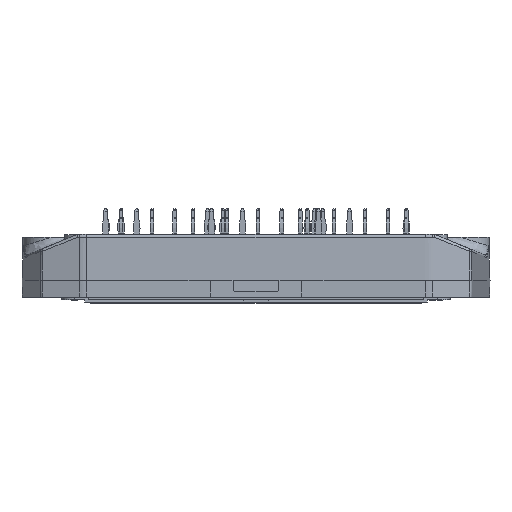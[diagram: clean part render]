
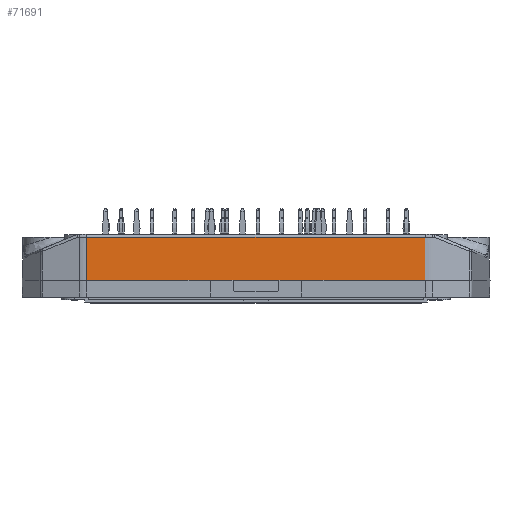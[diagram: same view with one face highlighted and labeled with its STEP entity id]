
A CAD part, front view. The second image highlights one B-rep face of the part: STEP entity #71691.
In plain terms, the highlighted planar face has unit normal (0, -1, 0.026).
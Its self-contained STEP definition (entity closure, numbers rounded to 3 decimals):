
#7828=ORIENTED_EDGE('',*,*,#22275,.F.);
#7829=ORIENTED_EDGE('',*,*,#22276,.T.);
#7830=ORIENTED_EDGE('',*,*,#22010,.F.);
#7831=ORIENTED_EDGE('',*,*,#22277,.F.);
#7832=ORIENTED_EDGE('',*,*,#22278,.T.);
#7833=ORIENTED_EDGE('',*,*,#22279,.T.);
#7834=ORIENTED_EDGE('',*,*,#22263,.T.);
#7835=ORIENTED_EDGE('',*,*,#22280,.F.);
#7836=ORIENTED_EDGE('',*,*,#22258,.F.);
#7837=ORIENTED_EDGE('',*,*,#21997,.F.);
#21997=EDGE_CURVE('',#29352,#29353,#34204,.T.);
#22010=EDGE_CURVE('',#29362,#29363,#34212,.T.);
#22258=EDGE_CURVE('',#29353,#29511,#34332,.T.);
#22263=EDGE_CURVE('',#29515,#29514,#34335,.T.);
#22275=EDGE_CURVE('',#29525,#29352,#34343,.T.);
#22276=EDGE_CURVE('',#29525,#29363,#34344,.F.);
#22277=EDGE_CURVE('',#29526,#29362,#34345,.F.);
#22278=EDGE_CURVE('',#29526,#29527,#34346,.T.);
#22279=EDGE_CURVE('',#29527,#29515,#34347,.T.);
#22280=EDGE_CURVE('',#29511,#29514,#34348,.T.);
#29352=VERTEX_POINT('',#99024);
#29353=VERTEX_POINT('',#99026);
#29362=VERTEX_POINT('',#99059);
#29363=VERTEX_POINT('',#99060);
#29511=VERTEX_POINT('',#100100);
#29514=VERTEX_POINT('',#100107);
#29515=VERTEX_POINT('',#100109);
#29525=VERTEX_POINT('',#100213);
#29526=VERTEX_POINT('',#100216);
#29527=VERTEX_POINT('',#100218);
#34204=LINE('',#99025,#39114);
#34212=LINE('',#99058,#39122);
#34332=LINE('',#100099,#39242);
#34335=LINE('',#100108,#39245);
#34343=LINE('',#100212,#39253);
#34344=LINE('',#100214,#39254);
#34345=LINE('',#100215,#39255);
#34346=LINE('',#100217,#39256);
#34347=LINE('',#100219,#39257);
#34348=LINE('',#100220,#39258);
#39114=VECTOR('',#82715,1000.);
#39122=VECTOR('',#82739,1000.);
#39242=VECTOR('',#83177,1000.);
#39245=VECTOR('',#83184,1000.);
#39253=VECTOR('',#83196,1000.);
#39254=VECTOR('',#83197,1000.);
#39255=VECTOR('',#83198,1000.);
#39256=VECTOR('',#83199,1000.);
#39257=VECTOR('',#83200,1000.);
#39258=VECTOR('',#83201,1000.);
#43862=EDGE_LOOP('',(#7828,#7829,#7830,#7831,#7832,#7833,#7834,#7835,#7836,
#7837));
#46982=FACE_BOUND('',#43862,.T.);
#49557=PLANE('',#75463);
#71691=ADVANCED_FACE('',(#46982),#49557,.T.);
#75463=AXIS2_PLACEMENT_3D('',#100211,#83194,#83195);
#82715=DIRECTION('',(-1.,0.,0.));
#82739=DIRECTION('',(1.,0.,0.));
#83177=DIRECTION('',(-1.,0.,0.));
#83184=DIRECTION('',(1.,0.,0.));
#83194=DIRECTION('',(0.,-1.,0.026));
#83195=DIRECTION('',(0.,0.026,1.));
#83196=DIRECTION('',(-1.,0.,0.));
#83197=DIRECTION('',(0.006,-0.026,-1.));
#83198=DIRECTION('',(-0.006,-0.026,-1.));
#83199=DIRECTION('',(1.,0.,0.));
#83200=DIRECTION('',(1.,0.,0.));
#83201=DIRECTION('',(-1.,0.,0.));
#99024=CARTESIAN_POINT('',(29.513,-30.776,3.));
#99025=CARTESIAN_POINT('',(17.961,-30.776,3.));
#99026=CARTESIAN_POINT('',(8.,-30.776,3.));
#99058=CARTESIAN_POINT('',(27.533,-30.58,10.513));
#99059=CARTESIAN_POINT('',(-29.469,-30.58,10.513));
#99060=CARTESIAN_POINT('',(29.469,-30.58,10.513));
#100099=CARTESIAN_POINT('',(17.961,-30.776,3.));
#100100=CARTESIAN_POINT('',(4.,-30.776,3.));
#100107=CARTESIAN_POINT('',(-4.,-30.776,3.));
#100108=CARTESIAN_POINT('',(-17.961,-30.776,3.));
#100109=CARTESIAN_POINT('',(-8.,-30.776,3.));
#100211=CARTESIAN_POINT('',(17.961,-30.776,3.));
#100212=CARTESIAN_POINT('',(17.961,-30.776,3.));
#100213=CARTESIAN_POINT('',(29.513,-30.776,3.));
#100214=CARTESIAN_POINT('',(29.512,-30.775,3.067));
#100215=CARTESIAN_POINT('',(-29.512,-30.775,3.067));
#100216=CARTESIAN_POINT('',(-29.513,-30.776,3.));
#100217=CARTESIAN_POINT('',(-17.961,-30.776,3.));
#100218=CARTESIAN_POINT('',(-29.513,-30.776,3.));
#100219=CARTESIAN_POINT('',(-17.961,-30.776,3.));
#100220=CARTESIAN_POINT('',(-17.961,-30.776,3.));
